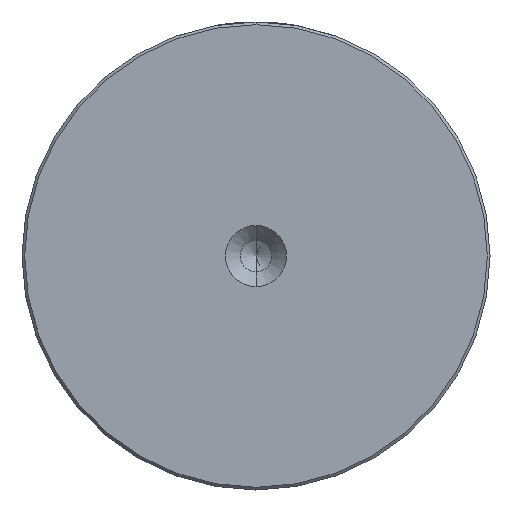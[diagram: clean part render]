
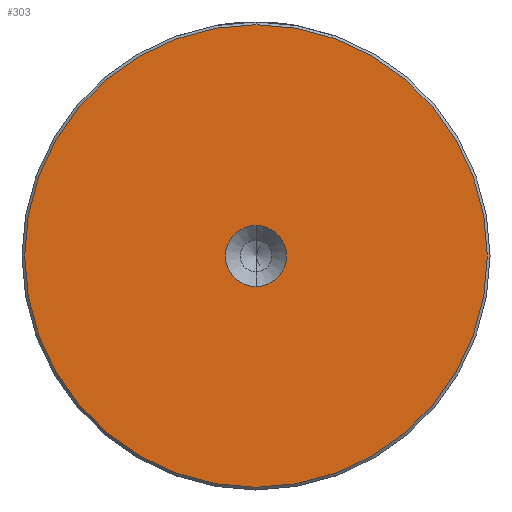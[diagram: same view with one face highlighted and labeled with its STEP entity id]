
A CAD part, left-side view. The second image highlights one B-rep face of the part: STEP entity #303.
In plain terms, the highlighted planar face has unit normal (-1, 0, 0).
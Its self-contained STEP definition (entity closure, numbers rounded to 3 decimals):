
#87 = EDGE_CURVE ( 'NONE', #1439, #1354, #1929, .T. ) ;
#108 = EDGE_CURVE ( 'NONE', #1090, #2256, #774, .T. ) ;
#303 = ADVANCED_FACE ( 'NONE', ( #995, #1609 ), #1404, .T. ) ;
#423 = CARTESIAN_POINT ( 'NONE',  ( 0., 0., 0. ) ) ;
#471 = CARTESIAN_POINT ( 'NONE',  ( 0., 0., 42.5 ) ) ;
#584 = DIRECTION ( 'NONE',  ( -1., 0., 0. ) ) ;
#612 = ORIENTED_EDGE ( 'NONE', *, *, #87, .F. ) ;
#613 = EDGE_LOOP ( 'NONE', ( #2662, #1532 ) ) ;
#636 = DIRECTION ( 'NONE',  ( 0., 0., 1. ) ) ;
#774 = CIRCLE ( 'NONE', #2351, 42.5 ) ;
#823 = CIRCLE ( 'NONE', #2333, 42.5 ) ;
#847 = CARTESIAN_POINT ( 'NONE',  ( 0., 0., -5.6 ) ) ;
#892 = EDGE_LOOP ( 'NONE', ( #612, #1595 ) ) ;
#976 = DIRECTION ( 'NONE',  ( 0., 0., 1. ) ) ;
#985 = DIRECTION ( 'NONE',  ( -1., 0., 0. ) ) ;
#995 = FACE_OUTER_BOUND ( 'NONE', #613, .T. ) ;
#1006 = CARTESIAN_POINT ( 'NONE',  ( 0., 0., 0. ) ) ;
#1090 = VERTEX_POINT ( 'NONE', #471 ) ;
#1287 = EDGE_CURVE ( 'NONE', #2256, #1090, #823, .T. ) ;
#1354 = VERTEX_POINT ( 'NONE', #847 ) ;
#1404 = PLANE ( 'NONE',  #1748 ) ;
#1439 = VERTEX_POINT ( 'NONE', #2486 ) ;
#1532 = ORIENTED_EDGE ( 'NONE', *, *, #108, .T. ) ;
#1595 = ORIENTED_EDGE ( 'NONE', *, *, #2543, .F. ) ;
#1609 = FACE_BOUND ( 'NONE', #892, .T. ) ;
#1748 = AXIS2_PLACEMENT_3D ( 'NONE', #1006, #985, #976 ) ;
#1819 = CARTESIAN_POINT ( 'NONE',  ( 0., 0., 0. ) ) ;
#1866 = DIRECTION ( 'NONE',  ( -1., 0., 0. ) ) ;
#1929 = CIRCLE ( 'NONE', #2092, 5.6 ) ;
#1939 = CIRCLE ( 'NONE', #2609, 5.6 ) ;
#2029 = DIRECTION ( 'NONE',  ( 0., 0., 1. ) ) ;
#2037 = DIRECTION ( 'NONE',  ( 0., 0., 1. ) ) ;
#2071 = DIRECTION ( 'NONE',  ( -1., 0., 0. ) ) ;
#2073 = CARTESIAN_POINT ( 'NONE',  ( 0., 0., -42.5 ) ) ;
#2092 = AXIS2_PLACEMENT_3D ( 'NONE', #2243, #2231, #2219 ) ;
#2188 = CARTESIAN_POINT ( 'NONE',  ( 0., 0., 0. ) ) ;
#2219 = DIRECTION ( 'NONE',  ( 0., 0., 1. ) ) ;
#2231 = DIRECTION ( 'NONE',  ( -1., 0., 0. ) ) ;
#2243 = CARTESIAN_POINT ( 'NONE',  ( 0., 0., 0. ) ) ;
#2256 = VERTEX_POINT ( 'NONE', #2073 ) ;
#2333 = AXIS2_PLACEMENT_3D ( 'NONE', #1819, #584, #2029 ) ;
#2351 = AXIS2_PLACEMENT_3D ( 'NONE', #2188, #2071, #2037 ) ;
#2486 = CARTESIAN_POINT ( 'NONE',  ( 0., 0., 5.6 ) ) ;
#2543 = EDGE_CURVE ( 'NONE', #1354, #1439, #1939, .T. ) ;
#2609 = AXIS2_PLACEMENT_3D ( 'NONE', #423, #1866, #636 ) ;
#2662 = ORIENTED_EDGE ( 'NONE', *, *, #1287, .T. ) ;
